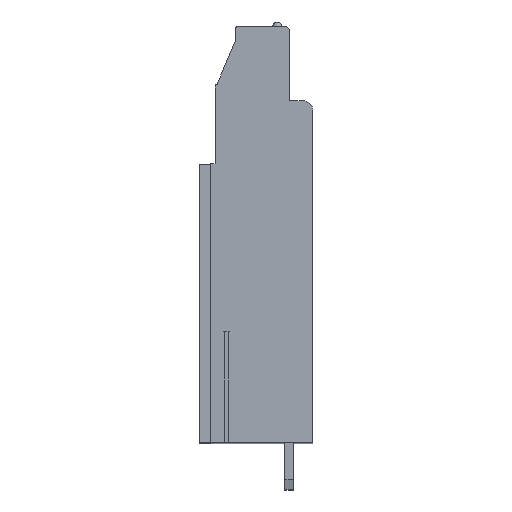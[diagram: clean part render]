
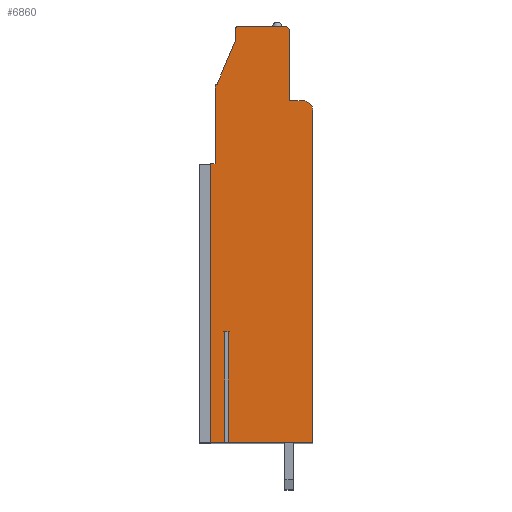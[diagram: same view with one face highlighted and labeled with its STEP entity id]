
A CAD part, top view. The second image highlights one B-rep face of the part: STEP entity #6860.
In plain terms, the highlighted planar face has unit normal (0, 0, 1).
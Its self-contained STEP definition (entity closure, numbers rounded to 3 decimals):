
#13=DIRECTION('',(0.,1.,0.));
#14=VECTOR('',#13,30.);
#15=CARTESIAN_POINT('',(-5.16,-17.199,63.5));
#16=LINE('',#15,#14);
#17=DIRECTION('',(-1.,0.,0.));
#18=VECTOR('',#17,0.5);
#19=CARTESIAN_POINT('',(-4.66,12.801,63.5));
#20=LINE('',#19,#18);
#21=DIRECTION('',(0.,-1.,0.));
#22=VECTOR('',#21,8.4);
#23=CARTESIAN_POINT('',(-4.66,21.201,63.5));
#24=LINE('',#23,#22);
#25=CARTESIAN_POINT('',(-4.46,21.201,63.5));
#26=DIRECTION('',(0.,0.,1.));
#27=DIRECTION('',(0.,1.,0.));
#28=AXIS2_PLACEMENT_3D('',#25,#26,#27);
#30=DIRECTION('',(-0.392,-0.92,0.));
#31=VECTOR('',#30,5.108);
#32=CARTESIAN_POINT('',(-2.46,26.101,63.5));
#33=LINE('',#32,#31);
#34=DIRECTION('',(0.,-1.,0.));
#35=VECTOR('',#34,1.2);
#36=CARTESIAN_POINT('',(-2.46,27.301,63.5));
#37=LINE('',#36,#35);
#38=CARTESIAN_POINT('',(-2.16,27.301,63.5));
#39=DIRECTION('',(0.,0.,1.));
#40=DIRECTION('',(0.,1.,0.));
#41=AXIS2_PLACEMENT_3D('',#38,#39,#40);
#43=DIRECTION('',(-1.,0.,0.));
#44=VECTOR('',#43,5.);
#45=CARTESIAN_POINT('',(2.84,27.601,63.5));
#46=LINE('',#45,#44);
#47=CARTESIAN_POINT('',(2.84,27.101,63.5));
#48=DIRECTION('',(0.,0.,1.));
#49=DIRECTION('',(1.,0.,0.));
#50=AXIS2_PLACEMENT_3D('',#47,#48,#49);
#52=DIRECTION('',(0.,1.,0.));
#53=VECTOR('',#52,7.5);
#54=CARTESIAN_POINT('',(3.34,19.601,63.5));
#55=LINE('',#54,#53);
#56=DIRECTION('',(-1.,0.,0.));
#57=VECTOR('',#56,1.5);
#58=CARTESIAN_POINT('',(4.84,19.601,63.5));
#59=LINE('',#58,#57);
#60=CARTESIAN_POINT('',(4.84,18.601,63.5));
#61=DIRECTION('',(0.,0.,1.));
#62=DIRECTION('',(1.,0.,0.));
#63=AXIS2_PLACEMENT_3D('',#60,#61,#62);
#65=DIRECTION('',(0.,1.,0.));
#66=VECTOR('',#65,35.8);
#67=CARTESIAN_POINT('',(5.84,-17.199,63.5));
#68=LINE('',#67,#66);
#69=DIRECTION('',(1.,0.,0.));
#70=VECTOR('',#69,9.11);
#71=CARTESIAN_POINT('',(-3.27,-17.199,63.5));
#72=LINE('',#71,#70);
#73=DIRECTION('',(0.,1.,0.));
#74=VECTOR('',#73,11.95);
#75=CARTESIAN_POINT('',(-3.27,-17.199,63.5));
#76=LINE('',#75,#74);
#77=DIRECTION('',(-1.,0.,0.));
#78=VECTOR('',#77,0.38);
#79=CARTESIAN_POINT('',(-3.27,-5.249,63.5));
#80=LINE('',#79,#78);
#81=DIRECTION('',(0.,1.,0.));
#82=VECTOR('',#81,11.95);
#83=CARTESIAN_POINT('',(-3.65,-17.199,63.5));
#84=LINE('',#83,#82);
#85=DIRECTION('',(1.,0.,0.));
#86=VECTOR('',#85,1.51);
#87=CARTESIAN_POINT('',(-5.16,-17.199,63.5));
#88=LINE('',#87,#86);
#5255=CARTESIAN_POINT('',(5.84,-17.199,63.5));
#5256=CARTESIAN_POINT('',(5.84,18.601,63.5));
#5257=VERTEX_POINT('',#5255);
#5258=VERTEX_POINT('',#5256);
#5259=CARTESIAN_POINT('',(4.84,19.601,63.5));
#5260=VERTEX_POINT('',#5259);
#5261=CARTESIAN_POINT('',(3.34,19.601,63.5));
#5262=VERTEX_POINT('',#5261);
#5263=CARTESIAN_POINT('',(3.34,27.101,63.5));
#5264=VERTEX_POINT('',#5263);
#5265=CARTESIAN_POINT('',(2.84,27.601,63.5));
#5266=VERTEX_POINT('',#5265);
#5267=CARTESIAN_POINT('',(-2.16,27.601,63.5));
#5268=VERTEX_POINT('',#5267);
#5269=CARTESIAN_POINT('',(-2.46,27.301,63.5));
#5270=VERTEX_POINT('',#5269);
#5271=CARTESIAN_POINT('',(-2.46,26.101,63.5));
#5272=VERTEX_POINT('',#5271);
#5273=CARTESIAN_POINT('',(-4.46,21.401,63.5));
#5274=VERTEX_POINT('',#5273);
#5275=CARTESIAN_POINT('',(-4.66,21.201,63.5));
#5276=VERTEX_POINT('',#5275);
#5277=CARTESIAN_POINT('',(-4.66,12.801,63.5));
#5278=VERTEX_POINT('',#5277);
#5391=CARTESIAN_POINT('',(-3.27,-5.249,63.5));
#5392=CARTESIAN_POINT('',(-3.65,-5.249,63.5));
#5393=VERTEX_POINT('',#5391);
#5394=VERTEX_POINT('',#5392);
#5395=CARTESIAN_POINT('',(-3.27,-17.199,63.5));
#5396=VERTEX_POINT('',#5395);
#5397=CARTESIAN_POINT('',(-3.65,-17.199,63.5));
#5398=VERTEX_POINT('',#5397);
#5407=CARTESIAN_POINT('',(-5.16,-17.199,63.5));
#5408=CARTESIAN_POINT('',(-5.16,12.801,63.5));
#5409=VERTEX_POINT('',#5407);
#5410=VERTEX_POINT('',#5408);
#6817=CARTESIAN_POINT('',(0.,0.,63.5));
#6818=DIRECTION('',(0.,0.,1.));
#6819=DIRECTION('',(1.,0.,0.));
#6820=AXIS2_PLACEMENT_3D('',#6817,#6818,#6819);
#6821=PLANE('',#6820);
#6823=ORIENTED_EDGE('',*,*,#6822,.T.);
#6825=ORIENTED_EDGE('',*,*,#6824,.F.);
#6827=ORIENTED_EDGE('',*,*,#6826,.F.);
#6829=ORIENTED_EDGE('',*,*,#6828,.F.);
#6831=ORIENTED_EDGE('',*,*,#6830,.F.);
#6833=ORIENTED_EDGE('',*,*,#6832,.F.);
#6835=ORIENTED_EDGE('',*,*,#6834,.F.);
#6837=ORIENTED_EDGE('',*,*,#6836,.F.);
#6839=ORIENTED_EDGE('',*,*,#6838,.F.);
#6841=ORIENTED_EDGE('',*,*,#6840,.F.);
#6843=ORIENTED_EDGE('',*,*,#6842,.F.);
#6845=ORIENTED_EDGE('',*,*,#6844,.F.);
#6847=ORIENTED_EDGE('',*,*,#6846,.F.);
#6849=ORIENTED_EDGE('',*,*,#6848,.F.);
#6851=ORIENTED_EDGE('',*,*,#6850,.T.);
#6853=ORIENTED_EDGE('',*,*,#6852,.T.);
#6855=ORIENTED_EDGE('',*,*,#6854,.F.);
#6857=ORIENTED_EDGE('',*,*,#6856,.F.);
#6858=EDGE_LOOP('',(#6823,#6825,#6827,#6829,#6831,#6833,#6835,#6837,#6839,#6841,
#6843,#6845,#6847,#6849,#6851,#6853,#6855,#6857));
#6859=FACE_OUTER_BOUND('',#6858,.F.);
#29=CIRCLE('',#28,0.2);
#42=CIRCLE('',#41,0.3);
#51=CIRCLE('',#50,0.5);
#64=CIRCLE('',#63,1.);
#6822=EDGE_CURVE('',#5409,#5410,#16,.T.);
#6824=EDGE_CURVE('',#5278,#5410,#20,.T.);
#6826=EDGE_CURVE('',#5276,#5278,#24,.T.);
#6828=EDGE_CURVE('',#5274,#5276,#29,.T.);
#6830=EDGE_CURVE('',#5272,#5274,#33,.T.);
#6832=EDGE_CURVE('',#5270,#5272,#37,.T.);
#6834=EDGE_CURVE('',#5268,#5270,#42,.T.);
#6836=EDGE_CURVE('',#5266,#5268,#46,.T.);
#6838=EDGE_CURVE('',#5264,#5266,#51,.T.);
#6840=EDGE_CURVE('',#5262,#5264,#55,.T.);
#6842=EDGE_CURVE('',#5260,#5262,#59,.T.);
#6844=EDGE_CURVE('',#5258,#5260,#64,.T.);
#6846=EDGE_CURVE('',#5257,#5258,#68,.T.);
#6848=EDGE_CURVE('',#5396,#5257,#72,.T.);
#6850=EDGE_CURVE('',#5396,#5393,#76,.T.);
#6852=EDGE_CURVE('',#5393,#5394,#80,.T.);
#6854=EDGE_CURVE('',#5398,#5394,#84,.T.);
#6856=EDGE_CURVE('',#5409,#5398,#88,.T.);
#6860=ADVANCED_FACE('',(#6859),#6821,.T.);
